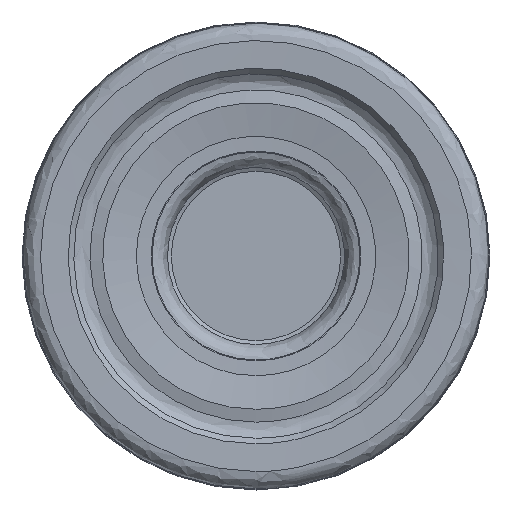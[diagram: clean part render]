
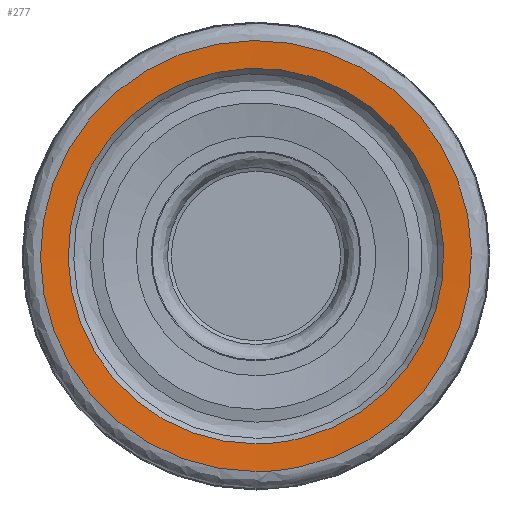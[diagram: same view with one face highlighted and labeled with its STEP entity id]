
A CAD part, left-side view. The second image highlights one B-rep face of the part: STEP entity #277.
In plain terms, the highlighted face is a revolution surface.
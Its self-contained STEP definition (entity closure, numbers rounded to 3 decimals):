
#42=LINE('',#940,#54);
#54=VECTOR('',#796,1.254);
#73=SURFACE_OF_REVOLUTION('',#42,#93);
#93=AXIS1_PLACEMENT('',#941,#797);
#277=ADVANCED_FACE('',(#347,#348),#73,.T.);
#347=FACE_BOUND('',#417,.T.);
#348=FACE_BOUND('',#418,.T.);
#417=EDGE_LOOP('',(#487));
#418=EDGE_LOOP('',(#488));
#487=ORIENTED_EDGE('',*,*,#560,.F.);
#488=ORIENTED_EDGE('',*,*,#559,.T.);
#524=VERTEX_POINT('',#935);
#525=VERTEX_POINT('',#939);
#559=EDGE_CURVE('',#524,#524,#594,.T.);
#560=EDGE_CURVE('',#525,#525,#595,.T.);
#594=CIRCLE('',#651,8.063);
#595=CIRCLE('',#652,9.252);
#651=AXIS2_PLACEMENT_3D('',#934,#790,#791);
#652=AXIS2_PLACEMENT_3D('',#938,#794,#795);
#790=DIRECTION('',(1.,0.,0.));
#791=DIRECTION('',(0.,0.,-1.));
#794=DIRECTION('',(1.,0.,0.));
#795=DIRECTION('',(0.,0.,-1.));
#796=DIRECTION('',(-0.04,-0.962,-0.269));
#797=DIRECTION('',(1.,0.,0.));
#934=CARTESIAN_POINT('',(0.085,0.,0.));
#935=CARTESIAN_POINT('',(0.085,0.,-8.063));
#938=CARTESIAN_POINT('',(0.035,0.,0.));
#939=CARTESIAN_POINT('',(0.035,0.,-9.252));
#940=CARTESIAN_POINT('',(0.085,-8.042,0.577));
#941=CARTESIAN_POINT('',(8.832,0.,0.));
